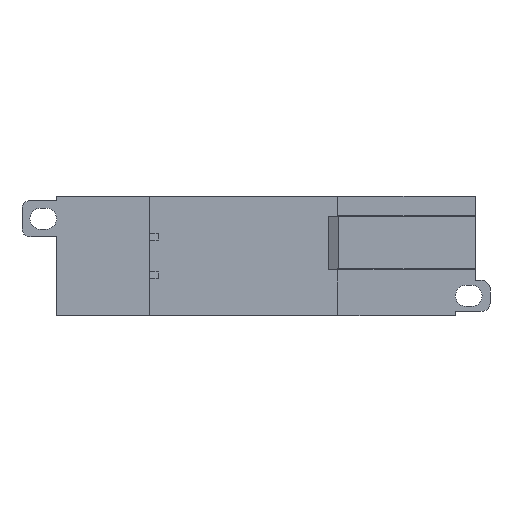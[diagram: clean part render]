
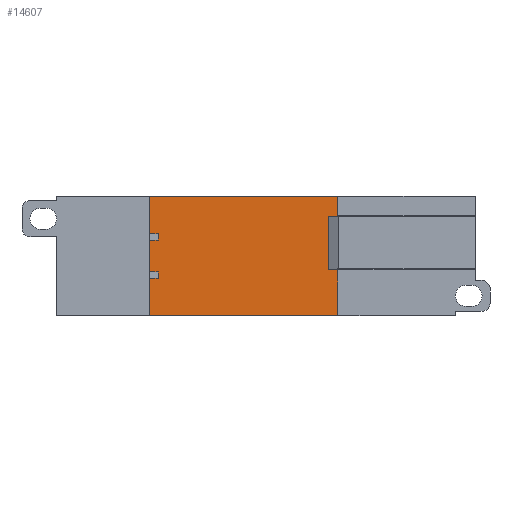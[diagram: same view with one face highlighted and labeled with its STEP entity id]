
A CAD part, front view. The second image highlights one B-rep face of the part: STEP entity #14607.
In plain terms, the highlighted planar face has unit normal (0, -1, 0).
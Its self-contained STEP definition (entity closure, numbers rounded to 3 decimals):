
#36 = EDGE_CURVE ( 'NONE', #4810, #11936, #3345, .T. ) ;
#256 = EDGE_CURVE ( 'NONE', #3135, #3243, #3987, .T. ) ;
#548 = EDGE_CURVE ( 'NONE', #1799, #7426, #7514, .T. ) ;
#738 = CARTESIAN_POINT ( 'NONE',  ( 15.4, 4., 7.596 ) ) ;
#1051 = DIRECTION ( 'NONE',  ( 0., 0., -1. ) ) ;
#1149 = CARTESIAN_POINT ( 'NONE',  ( -20., 4., -11.2 ) ) ;
#1158 = CARTESIAN_POINT ( 'NONE',  ( 15.4, 4., -11.2 ) ) ;
#1356 = CARTESIAN_POINT ( 'NONE',  ( 37.5, 4., -2.404 ) ) ;
#1799 = VERTEX_POINT ( 'NONE', #2503 ) ;
#2179 = CARTESIAN_POINT ( 'NONE',  ( 1.85, 4., 11.2 ) ) ;
#2501 = CARTESIAN_POINT ( 'NONE',  ( -20., 4., 0. ) ) ;
#2503 = CARTESIAN_POINT ( 'NONE',  ( -20., 4., -11.2 ) ) ;
#2668 = CARTESIAN_POINT ( 'NONE',  ( 15.4, 4., -2.404 ) ) ;
#2820 = CARTESIAN_POINT ( 'NONE',  ( 0., 4., -11.2 ) ) ;
#3135 = VERTEX_POINT ( 'NONE', #1356 ) ;
#3243 = VERTEX_POINT ( 'NONE', #5537 ) ;
#3345 = LINE ( 'NONE', #11074, #6686 ) ;
#3987 = LINE ( 'NONE', #15156, #9551 ) ;
#4040 = DIRECTION ( 'NONE',  ( 1., 0., 0. ) ) ;
#4365 = VERTEX_POINT ( 'NONE', #2668 ) ;
#4392 = ORIENTED_EDGE ( 'NONE', *, *, #13979, .F. ) ;
#4491 = ORIENTED_EDGE ( 'NONE', *, *, #36, .F. ) ;
#4650 = EDGE_CURVE ( 'NONE', #7426, #4810, #13425, .T. ) ;
#4810 = VERTEX_POINT ( 'NONE', #14303 ) ;
#4926 = DIRECTION ( 'NONE',  ( 0., 0., 1. ) ) ;
#4976 = DIRECTION ( 'NONE',  ( 1., 0., 0. ) ) ;
#5111 = DIRECTION ( 'NONE',  ( 1., 0., 0. ) ) ;
#5269 = LINE ( 'NONE', #5354, #10177 ) ;
#5354 = CARTESIAN_POINT ( 'NONE',  ( 28.3, 4., 7.596 ) ) ;
#5358 = CARTESIAN_POINT ( 'NONE',  ( -20., 4., 11.2 ) ) ;
#5509 = ORIENTED_EDGE ( 'NONE', *, *, #10824, .F. ) ;
#5537 = CARTESIAN_POINT ( 'NONE',  ( 37.5, 4., 7.596 ) ) ;
#5561 = VECTOR ( 'NONE', #11367, 1000. ) ;
#5880 = ORIENTED_EDGE ( 'NONE', *, *, #256, .T. ) ;
#6164 = DIRECTION ( 'NONE',  ( 0., 1., 0. ) ) ;
#6526 = EDGE_CURVE ( 'NONE', #4365, #10422, #8234, .T. ) ;
#6686 = VECTOR ( 'NONE', #1051, 1000. ) ;
#6840 = DIRECTION ( 'NONE',  ( 0., 0., -1. ) ) ;
#7375 = DIRECTION ( 'NONE',  ( 0., 0., 1. ) ) ;
#7426 = VERTEX_POINT ( 'NONE', #5358 ) ;
#7514 = LINE ( 'NONE', #2501, #5561 ) ;
#7837 = AXIS2_PLACEMENT_3D ( 'NONE', #1149, #6164, #4926 ) ;
#7976 = VECTOR ( 'NONE', #6840, 1000. ) ;
#8234 = LINE ( 'NONE', #10534, #7976 ) ;
#8315 = VECTOR ( 'NONE', #8604, 1000. ) ;
#8385 = VECTOR ( 'NONE', #4976, 1000. ) ;
#8604 = DIRECTION ( 'NONE',  ( -1., 0., 0. ) ) ;
#9323 = ORIENTED_EDGE ( 'NONE', *, *, #548, .F. ) ;
#9521 = VECTOR ( 'NONE', #5111, 1000. ) ;
#9551 = VECTOR ( 'NONE', #7375, 1000. ) ;
#10141 = LINE ( 'NONE', #2820, #8385 ) ;
#10177 = VECTOR ( 'NONE', #4040, 1000. ) ;
#10422 = VERTEX_POINT ( 'NONE', #1158 ) ;
#10534 = CARTESIAN_POINT ( 'NONE',  ( 15.4, 4., 0. ) ) ;
#10667 = ORIENTED_EDGE ( 'NONE', *, *, #15525, .T. ) ;
#10824 = EDGE_CURVE ( 'NONE', #3135, #4365, #15074, .T. ) ;
#11074 = CARTESIAN_POINT ( 'NONE',  ( 15.4, 4., 0. ) ) ;
#11367 = DIRECTION ( 'NONE',  ( 0., 0., 1. ) ) ;
#11481 = ORIENTED_EDGE ( 'NONE', *, *, #6526, .F. ) ;
#11936 = VERTEX_POINT ( 'NONE', #738 ) ;
#12022 = EDGE_LOOP ( 'NONE', ( #11481, #5509, #5880, #4392, #4491, #15369, #9323, #10667 ) ) ;
#12397 = PLANE ( 'NONE',  #7837 ) ;
#13425 = LINE ( 'NONE', #2179, #9521 ) ;
#13979 = EDGE_CURVE ( 'NONE', #11936, #3243, #5269, .T. ) ;
#14303 = CARTESIAN_POINT ( 'NONE',  ( 15.4, 4., 11.2 ) ) ;
#14607 = ADVANCED_FACE ( 'NONE', ( #16174 ), #12397, .F. ) ;
#14842 = CARTESIAN_POINT ( 'NONE',  ( 8.75, 4., -2.404 ) ) ;
#15074 = LINE ( 'NONE', #14842, #8315 ) ;
#15156 = CARTESIAN_POINT ( 'NONE',  ( 37.5, 4., 3.3 ) ) ;
#15369 = ORIENTED_EDGE ( 'NONE', *, *, #4650, .F. ) ;
#15525 = EDGE_CURVE ( 'NONE', #1799, #10422, #10141, .T. ) ;
#16174 = FACE_OUTER_BOUND ( 'NONE', #12022, .T. ) ;
